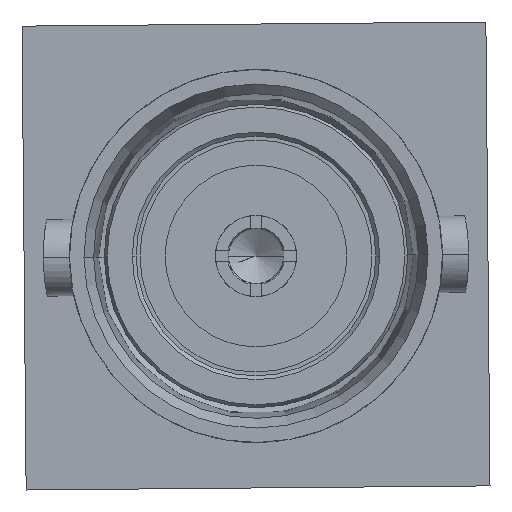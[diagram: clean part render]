
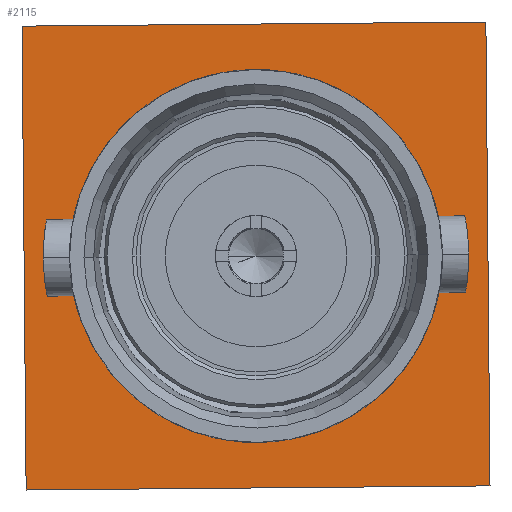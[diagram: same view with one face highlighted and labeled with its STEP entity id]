
A CAD part, front view. The second image highlights one B-rep face of the part: STEP entity #2115.
In plain terms, the highlighted planar face has unit normal (0, -1, 0).
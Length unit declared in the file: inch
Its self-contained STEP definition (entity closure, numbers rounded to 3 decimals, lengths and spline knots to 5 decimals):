
#394=CARTESIAN_POINT('',(0.,0.4252,-0.01673));
#395=DIRECTION('',(0.,-1.,0.));
#396=DIRECTION('',(1.,0.,0.009));
#397=AXIS2_PLACEMENT_3D('',#394,#395,#396);
#422=CARTESIAN_POINT('',(0.,0.4252,-0.01673));
#423=DIRECTION('',(0.,1.,0.));
#424=DIRECTION('',(1.,0.,0.009));
#425=AXIS2_PLACEMENT_3D('',#422,#423,#424);
#446=DIRECTION('',(1.,0.,0.009));
#447=VECTOR('',#446,0.47244);
#448=CARTESIAN_POINT('',(-0.23411,0.4252,
-0.25503));
#449=LINE('',#448,#447);
#450=DIRECTION('',(0.009,0.,-1.));
#451=VECTOR('',#450,0.47244);
#452=CARTESIAN_POINT('',(-0.23831,0.4252,
0.21739));
#453=LINE('',#452,#451);
#454=DIRECTION('',(-1.,0.,-0.009));
#455=VECTOR('',#454,0.47244);
#456=CARTESIAN_POINT('',(0.23411,0.4252,
0.22158));
#457=LINE('',#456,#455);
#458=DIRECTION('',(-0.009,0.,1.));
#459=VECTOR('',#458,0.47244);
#460=CARTESIAN_POINT('',(0.23831,0.4252,
-0.25084));
#461=LINE('',#460,#459);
#1419=CARTESIAN_POINT('',(0.18995,0.4252,
-0.01504));
#1420=CARTESIAN_POINT('',(-0.18995,0.4252,
-0.01841));
#1421=VERTEX_POINT('',#1419);
#1422=VERTEX_POINT('',#1420);
#1481=CARTESIAN_POINT('',(-0.23411,0.4252,
-0.25503));
#1482=CARTESIAN_POINT('',(0.23831,0.4252,
-0.25084));
#1483=VERTEX_POINT('',#1481);
#1484=VERTEX_POINT('',#1482);
#1485=CARTESIAN_POINT('',(0.23411,0.4252,
0.22158));
#1486=VERTEX_POINT('',#1485);
#1487=CARTESIAN_POINT('',(-0.23831,0.4252,
0.21739));
#1488=VERTEX_POINT('',#1487);
#2096=CARTESIAN_POINT('',(0.,0.4252,-0.01673));
#2097=DIRECTION('',(0.,1.,0.));
#2098=DIRECTION('',(-1.,0.,-0.009));
#2099=AXIS2_PLACEMENT_3D('',#2096,#2097,#2098);
#2100=PLANE('',#2099);
#2102=ORIENTED_EDGE('',*,*,#2101,.F.);
#2104=ORIENTED_EDGE('',*,*,#2103,.F.);
#2106=ORIENTED_EDGE('',*,*,#2105,.F.);
#2108=ORIENTED_EDGE('',*,*,#2107,.F.);
#2109=EDGE_LOOP('',(#2102,#2104,#2106,#2108));
#2110=FACE_OUTER_BOUND('',#2109,.F.);
#2111=ORIENTED_EDGE('',*,*,#2085,.F.);
#2112=ORIENTED_EDGE('',*,*,#2058,.T.);
#2113=EDGE_LOOP('',(#2111,#2112));
#2114=FACE_BOUND('',#2113,.F.);
#2115=ADVANCED_FACE('',(#2110,#2114),#2100,.F.);
#398=CIRCLE('',#397,0.18996);
#426=CIRCLE('',#425,0.18996);
#2058=EDGE_CURVE('',#1421,#1422,#398,.T.);
#2085=EDGE_CURVE('',#1421,#1422,#426,.T.);
#2101=EDGE_CURVE('',#1483,#1484,#449,.T.);
#2103=EDGE_CURVE('',#1488,#1483,#453,.T.);
#2105=EDGE_CURVE('',#1486,#1488,#457,.T.);
#2107=EDGE_CURVE('',#1484,#1486,#461,.T.);
